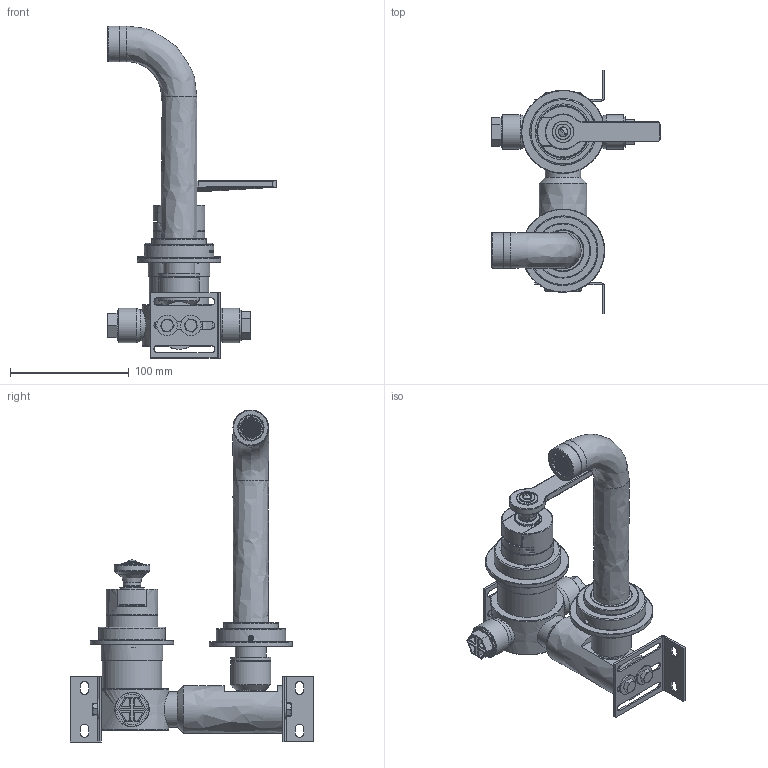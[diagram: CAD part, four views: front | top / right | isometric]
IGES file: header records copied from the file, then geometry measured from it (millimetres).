
Global section: file name: V7K35-1LF-NP; native system: Autodesk Inventor 2018; preprocessor: unknown; author: rclarke; date: 20180228.121159; units: millimetre
Bounding box: 142.02 x 205 x 279.4 mm (x, y, z)
Volume: 502330.2 mm3; surface area: 255519.3 mm2
Topology: 56 solids, 57 shells, 2682 faces, 7157 edges, 4844 vertices
Faces by surface type: bspline 2682
